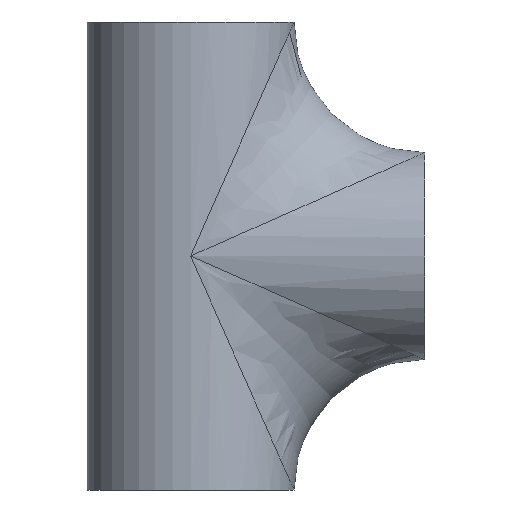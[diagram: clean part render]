
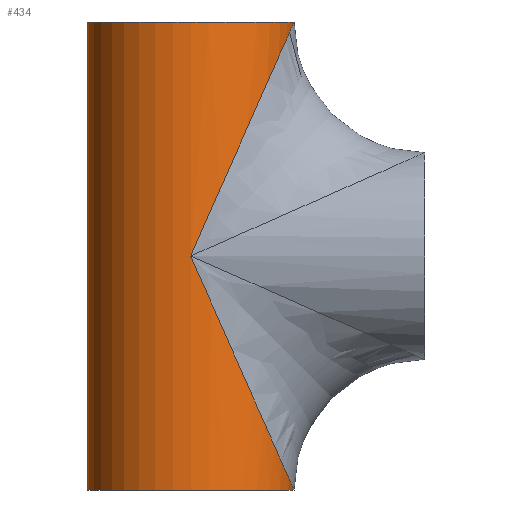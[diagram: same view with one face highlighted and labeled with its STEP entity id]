
A CAD part, front view. The second image highlights one B-rep face of the part: STEP entity #434.
In plain terms, the highlighted cylindrical face has radius 21.2 mm (diameter 42.4 mm), a partial arc.
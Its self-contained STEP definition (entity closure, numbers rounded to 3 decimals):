
#1 = DIRECTION ( 'NONE',  ( 0., 0., -1. ) ) ;
#41 = EDGE_CURVE ( 'NONE', #104, #150, #414, .T. ) ;
#57 = AXIS2_PLACEMENT_3D ( 'NONE', #419, #1, #768 ) ;
#60 = CARTESIAN_POINT ( 'NONE',  ( -21.2, 0., 48. ) ) ;
#65 = VECTOR ( 'NONE', #160, 1000. ) ;
#67 = CARTESIAN_POINT ( 'NONE',  ( 12.419, -21.2, 28.118 ) ) ;
#104 = VERTEX_POINT ( 'NONE', #915 ) ;
#150 = VERTEX_POINT ( 'NONE', #581 ) ;
#151 = CARTESIAN_POINT ( 'NONE',  ( 0., -21.2, 0. ) ) ;
#156 = EDGE_CURVE ( 'NONE', #590, #247, #478, .T. ) ;
#160 = DIRECTION ( 'NONE',  ( 0., 0., -1. ) ) ;
#184 = CARTESIAN_POINT ( 'NONE',  ( 0., -21.2, 0. ) ) ;
#204 = ORIENTED_EDGE ( 'NONE', *, *, #731, .T. ) ;
#240 = CARTESIAN_POINT ( 'NONE',  ( 21.2, 0., -48. ) ) ;
#247 = VERTEX_POINT ( 'NONE', #871 ) ;
#250 = EDGE_LOOP ( 'NONE', ( #801, #586, #204, #986, #831 ) ) ;
#253 = CIRCLE ( 'NONE', #1113, 21.2 ) ;
#330 = CARTESIAN_POINT ( 'NONE',  ( 21.2, 0., 48. ) ) ;
#409 = CARTESIAN_POINT ( 'NONE',  ( 21.2, -12.419, 48. ) ) ;
#410 = DIRECTION ( 'NONE',  ( 1., 0., 0. ) ) ;
#414 = LINE ( 'NONE', #60, #65 ) ;
#419 = CARTESIAN_POINT ( 'NONE',  ( 0., 0., 48. ) ) ;
#428 = DIRECTION ( 'NONE',  ( 0., 0., 1. ) ) ;
#434 = ADVANCED_FACE ( 'NONE', ( #595 ), #616, .T. ) ;
#478 =( BOUNDED_CURVE ( )  B_SPLINE_CURVE ( 3, ( #836, #67, #409, #330 ),
 .UNSPECIFIED., .F., .T. ) 
 B_SPLINE_CURVE_WITH_KNOTS ( ( 4, 4 ),
 ( 1.571, 3.142 ),
 .UNSPECIFIED. ) 
 CURVE ( )  GEOMETRIC_REPRESENTATION_ITEM ( )  RATIONAL_B_SPLINE_CURVE ( ( 1., 0.805, 0.805, 1. ) ) 
 REPRESENTATION_ITEM ( '' )  );
#484 = AXIS2_PLACEMENT_3D ( 'NONE', #1018, #682, #512 ) ;
#512 = DIRECTION ( 'NONE',  ( 1., 0., 0. ) ) ;
#520 =( BOUNDED_CURVE ( )  B_SPLINE_CURVE ( 3, ( #240, #532, #877, #151 ),
 .UNSPECIFIED., .F., .F. ) 
 B_SPLINE_CURVE_WITH_KNOTS ( ( 4, 4 ),
 ( 3.142, 4.712 ),
 .UNSPECIFIED. ) 
 CURVE ( )  GEOMETRIC_REPRESENTATION_ITEM ( )  RATIONAL_B_SPLINE_CURVE ( ( 1., 0.805, 0.805, 1. ) ) 
 REPRESENTATION_ITEM ( '' )  );
#532 = CARTESIAN_POINT ( 'NONE',  ( 21.2, -12.419, -48. ) ) ;
#581 = CARTESIAN_POINT ( 'NONE',  ( -21.2, 0., -48. ) ) ;
#586 = ORIENTED_EDGE ( 'NONE', *, *, #41, .T. ) ;
#590 = VERTEX_POINT ( 'NONE', #184 ) ;
#595 = FACE_OUTER_BOUND ( 'NONE', #250, .T. ) ;
#616 = CYLINDRICAL_SURFACE ( 'NONE', #57, 21.2 ) ;
#682 = DIRECTION ( 'NONE',  ( 0., 0., 1. ) ) ;
#731 = EDGE_CURVE ( 'NONE', #150, #732, #823, .T. ) ;
#732 = VERTEX_POINT ( 'NONE', #951 ) ;
#759 = EDGE_CURVE ( 'NONE', #104, #247, #253, .T. ) ;
#768 = DIRECTION ( 'NONE',  ( -1., 0., 0. ) ) ;
#801 = ORIENTED_EDGE ( 'NONE', *, *, #759, .F. ) ;
#823 = CIRCLE ( 'NONE', #484, 21.2 ) ;
#831 = ORIENTED_EDGE ( 'NONE', *, *, #156, .T. ) ;
#836 = CARTESIAN_POINT ( 'NONE',  ( 0., -21.2, 0. ) ) ;
#871 = CARTESIAN_POINT ( 'NONE',  ( 21.2, 0., 48. ) ) ;
#873 = EDGE_CURVE ( 'NONE', #732, #590, #520, .T. ) ;
#877 = CARTESIAN_POINT ( 'NONE',  ( 12.419, -21.2, -28.118 ) ) ;
#915 = CARTESIAN_POINT ( 'NONE',  ( -21.2, 0., 48. ) ) ;
#944 = CARTESIAN_POINT ( 'NONE',  ( 0., 0., 48. ) ) ;
#951 = CARTESIAN_POINT ( 'NONE',  ( 21.2, 0., -48. ) ) ;
#986 = ORIENTED_EDGE ( 'NONE', *, *, #873, .T. ) ;
#1018 = CARTESIAN_POINT ( 'NONE',  ( 0., 0., -48. ) ) ;
#1113 = AXIS2_PLACEMENT_3D ( 'NONE', #944, #428, #410 ) ;
